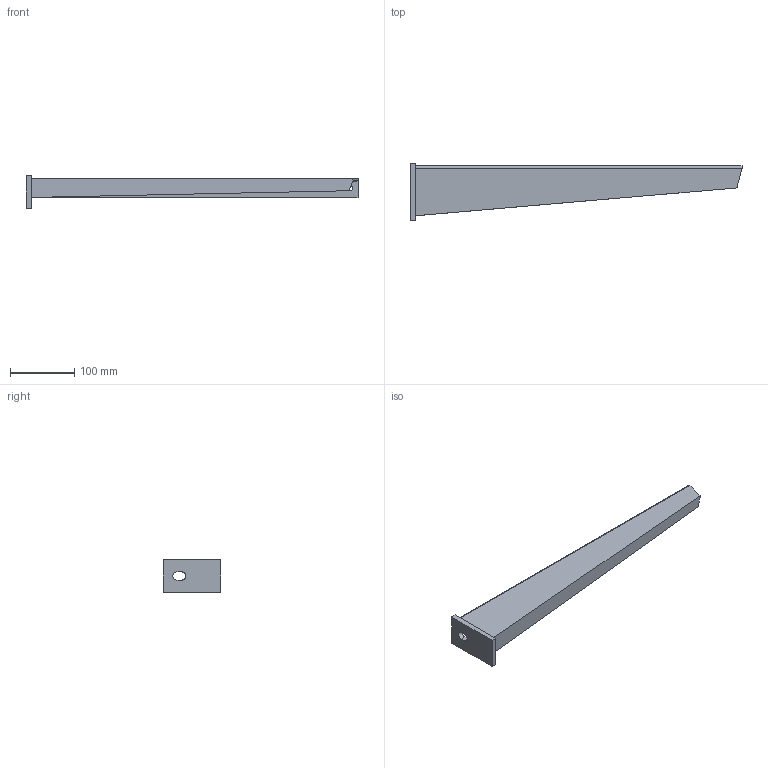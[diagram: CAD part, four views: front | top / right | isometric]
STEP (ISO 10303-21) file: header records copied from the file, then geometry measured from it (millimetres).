
FILE_DESCRIPTION (( 'STEP AP214' ), '1' );
FILE_NAME ('6442897.stp', '2020-09-22T05:43:33', ( '' ), ( '' ), 'SwSTEP 2.0', 'SolidWorks 2020', '' );
FILE_SCHEMA (( 'AUTOMOTIVE_DESIGN' ));
Length unit declared in the file: millimetre
Products named in the file (3): KTS 04.020-006_L=90, t=8, L.loch=13; 6442897; 039729_Formteil AW-AS 30-510
Assembly tree (2 placements, depth 2):
  6442897
    KTS 04.020-006_L=90, t=8, L.loch=13
    039729_Formteil AW-AS 30-510
Bounding box: 518 x 90 x 50 mm (x, y, z)
Volume: 162162.3 mm3; surface area: 117930.4 mm2
Topology: 2 solids, 2 shells, 62 faces, 167 edges, 109 vertices
Faces by surface type: plane 36, cylinder 22, bspline 4
Entity records: 2172 total; most frequent: CARTESIAN_POINT 490, ORIENTED_EDGE 334, DIRECTION 317, EDGE_CURVE 167, VERTEX_POINT 109, AXIS2_PLACEMENT_3D 107, LINE 103, VECTOR 103
